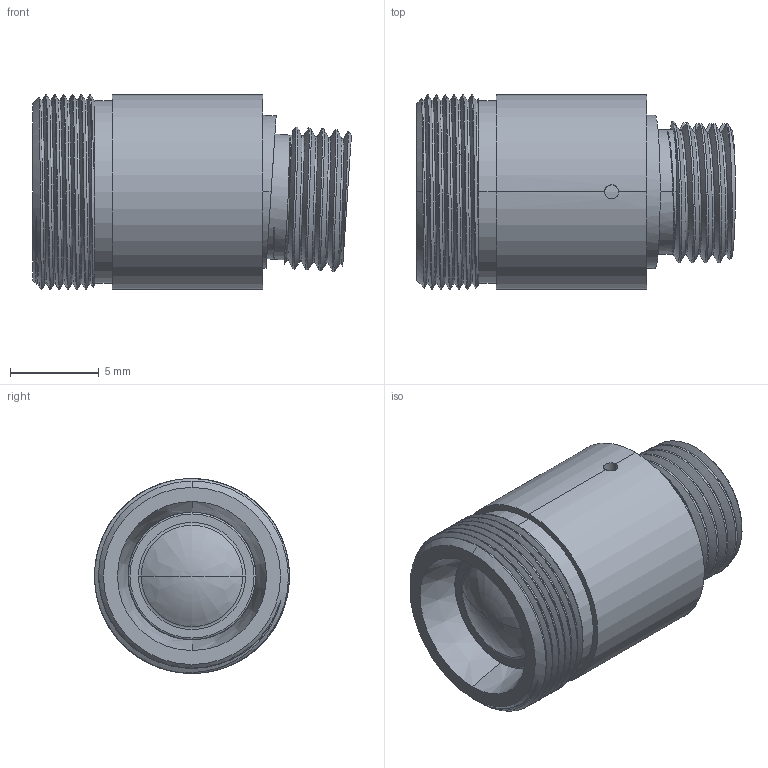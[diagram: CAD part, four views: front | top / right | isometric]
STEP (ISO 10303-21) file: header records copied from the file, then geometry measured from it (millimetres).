
FILE_DESCRIPTION (( 'STEP AP203' ), '1' );
FILE_NAME ('Web Model 13554_13554.step', '2019-08-29T17:48:47', ( '' ), ( '' ), 'SwSTEP 2.0', 'SolidWorks 2018', '' );
FILE_SCHEMA (( 'CONFIG_CONTROL_DESIGN' ));
Length unit declared in the file: millimetre
Products named in the file (1): Web Model 13554_13554
Bounding box: 17.99 x 11 x 11 mm (x, y, z)
Volume: 1051.3 mm3; surface area: 1704.1 mm2
Topology: 3 solids, 3 shells, 135 faces, 339 edges, 214 vertices
Faces by surface type: cylinder 62, bspline 30, plane 21, cone 16, torus 6
Entity records: 18620 total; most frequent: CARTESIAN_POINT 15635, ORIENTED_EDGE 670, DIRECTION 489, EDGE_CURVE 335, VERTEX_POINT 214, AXIS2_PLACEMENT_3D 200, B_SPLINE_CURVE_WITH_KNOTS 152, EDGE_LOOP 151
